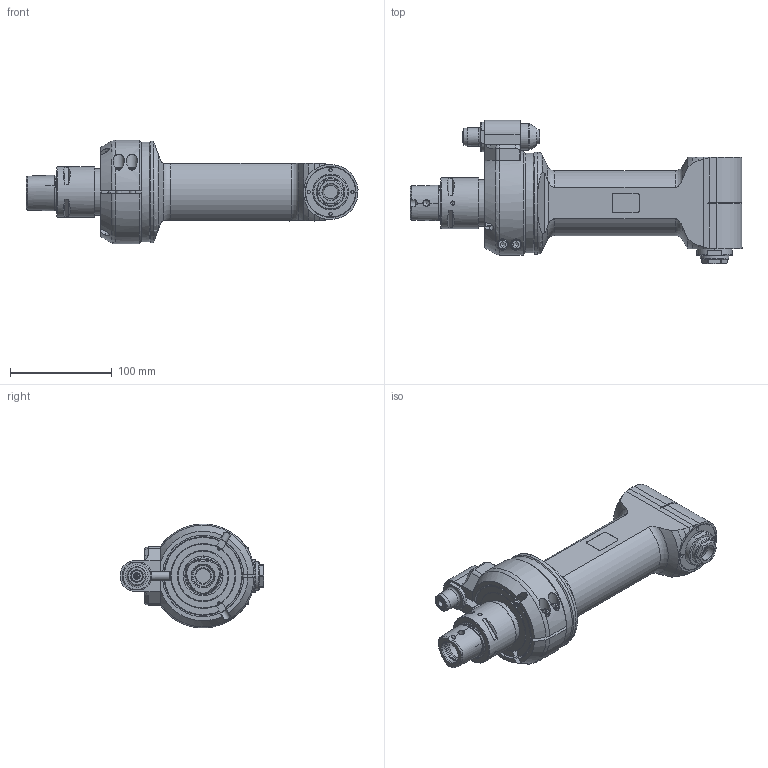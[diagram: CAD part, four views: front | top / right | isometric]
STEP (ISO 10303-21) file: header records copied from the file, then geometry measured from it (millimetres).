
FILE_DESCRIPTION(/* description */ (''),/* implementation_level */ '2;1');
FILE_NAME(/* name */ '9.F90.13L00-1C6.stp',/* time_stamp */ '2026-02-26T12:03:44-05:00',/* author */ ('jkrenzer'),/* organization */ (''),/* preprocessor_version */ 'ST-DEVELOPER v20',/* originating_system */ 'Autodesk Inventor 2025',/* authorisation */ '');
FILE_SCHEMA (('AUTOMOTIVE_DESIGN { 1 0 10303 214 3 1 1 }'));
Length unit declared in the file: inch
Products named in the file (3): 9.F90.13L00-1C6; 9_GA1_656_2  (EVO, Type 1, Capto C6, 65mm); 9_F90_13L00
Assembly tree (2 placements, depth 2):
  9.F90.13L00-1C6
    9_GA1_656_2  (EVO, Type 1, Capto C6, 65mm)
    9_F90_13L00
Bounding box: 325.9 x 140.75 x 101.99 mm (x, y, z)
Volume: 1256347.5 mm3; surface area: 151167.8 mm2
Topology: 5 solids, 5 shells, 530 faces, 1357 edges, 882 vertices
Faces by surface type: plane 246, cylinder 125, cone 115, torus 26, bspline 16, sphere 2
Full cylindrical faces by diameter (mm): 2.5 x3, 2.6 x2, 3 x2, 3.2 x8, 4 x1, 4.2 x2, 5 x2, 6 x4, 6.1 x2, 6.5 x1, 7 x1, 8 x2, 8.5 x1, 10 x4, 10.4 x2, 11 x1, 12 x2, 12.5 x1, 13.5 x1, 14 x1, 14.5 x1, 16 x1, 18 x1, 20.5 x1, 21 x2, 23 x1, 24 x1, 26 x1, 26.5 x1, 27 x1
Entity records: 59393 total; most frequent: CARTESIAN_POINT 46987, ORIENTED_EDGE 2672, DIRECTION 2460, EDGE_CURVE 1336, AXIS2_PLACEMENT_3D 957, VERTEX_POINT 881, EDGE_LOOP 602, LINE 546
